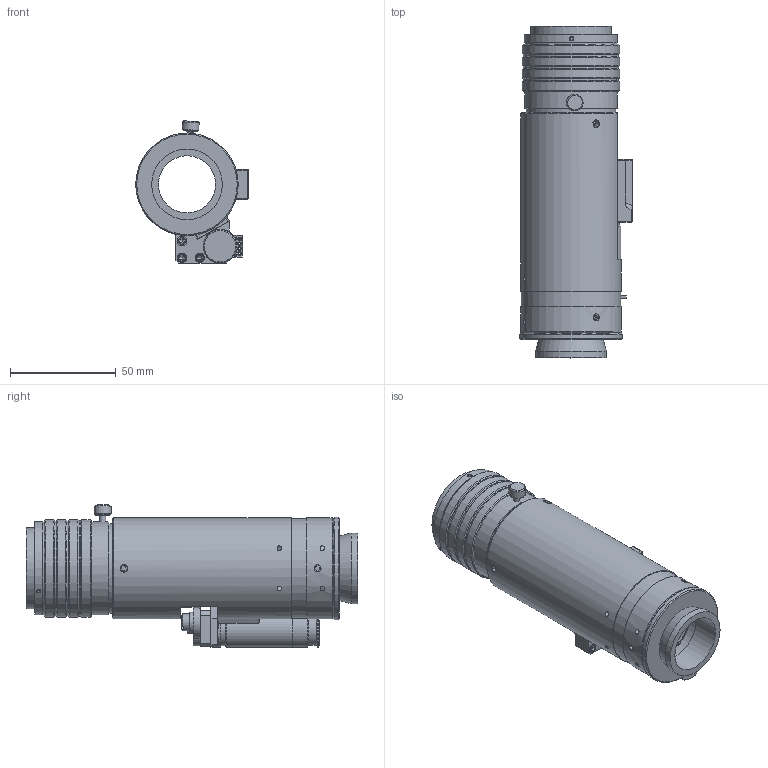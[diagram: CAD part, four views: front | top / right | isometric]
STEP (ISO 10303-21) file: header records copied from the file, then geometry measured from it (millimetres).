
FILE_DESCRIPTION((''),'2;1');
FILE_NAME('51325_0.stp','2009-01-09T14:37:34',('EVANS'),(''),'Autodesk Inventor 2009','Autodesk Inventor 2009','');
FILE_SCHEMA(('AUTOMOTIVE_DESIGN { 1 0 10303 214 1 1 1 1 }'));
Length unit declared in the file: inch
Products named in the file (45): Assembly8 (LevelofDetail1); 51325 (~1); 7015; 62327; 7449; 7036; 62565_12X; 60976; 62326; 62326-1; DN6848S; ECS-T1CY105R; ECJ-2VF1H104Z; 62804; 51276 (~1); 51186; 50347 (~1); 50352; 7326; 60398; 60400; 60399-R; 7183; 7474; 51275; 50211; 50215-R; 62325; 51187; 7007; 50144; 50149; 50150; 50151; 50161; 5402; 7008; 7006; 60436; 7261 ...
Assembly tree (64 placements, depth 5):
  Assembly8 (LevelofDetail1)
    51325 (~1)
      7015
      62327
      7449  x3
      7036  x2
      62565_12X
        60976
        62326
          62326-1
          DN6848S  x2
          ECS-T1CY105R
          ECJ-2VF1H104Z
        62804
      51276 (~1)
        51186
        50347 (~1)
          50352
        7326  x6
        60398
        60400
        60399-R
        7183
        7474  x4
        7036  x3
        51275
          50211
          50215-R
          62325  x2
          51187
          7007  x3
      50144
        50149
        50150
        50151
        50161
        5402
        7008
        7006  x3
        60436
          7261
          60433
        60139_12X
      61337-R
        61337-R-1
        61337-R-2
Bounding box: 53.15 x 156.59 x 67.19 mm (x, y, z)
Volume: 123098.3 mm3; surface area: 97935.9 mm2
Topology: 55 solids, 58 shells, 1523 faces, 3720 edges, 2444 vertices
Faces by surface type: plane 960, bspline 265, cylinder 191, cone 97, sphere 8, torus 2
Full cylindrical faces by diameter (mm): 1.016 x4, 1.575 x1, 1.702 x7, 2.159 x7, 2.184 x23, 2.54 x1, 2.845 x10, 2.997 x2, 3.556 x6, 3.785 x1, 4.166 x7, 4.267 x3, 4.75 x2, 4.757 x2, 4.78 x1, 4.826 x1, 6.35 x1, 7.01 x2, 7.874 x1, 7.938 x1, 9.525 x2, 10.109 x1, 10.16 x1, 14.11 x1, 14.122 x1, 14.351 x1, 14.503 x1, 14.808 x2, 14.986 x1, 15.011 x1
Entity records: 41167 total; most frequent: CARTESIAN_POINT 13365, ORIENTED_EDGE 5340, DIRECTION 4735, EDGE_CURVE 2673, VERTEX_POINT 1903, VECTOR 1741, LINE 1741, EDGE_LOOP 1686
